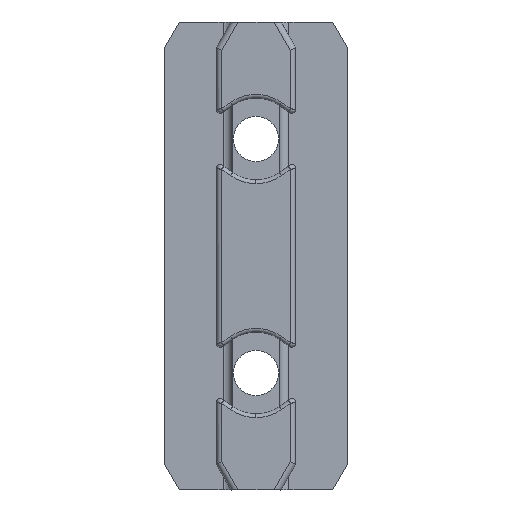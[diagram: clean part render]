
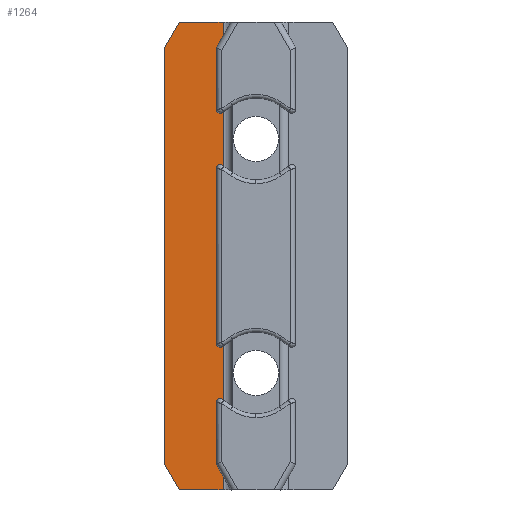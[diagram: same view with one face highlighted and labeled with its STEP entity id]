
A CAD part, left-side view. The second image highlights one B-rep face of the part: STEP entity #1264.
In plain terms, the highlighted planar face has unit normal (-1, 0, 0).
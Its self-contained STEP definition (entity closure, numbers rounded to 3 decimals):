
#210 = VECTOR ( 'NONE', #7035, 1000. ) ;
#271 = CARTESIAN_POINT ( 'NONE',  ( -0.85, 6.25, 16. ) ) ;
#324 = VERTEX_POINT ( 'NONE', #2342 ) ;
#358 = VECTOR ( 'NONE', #7254, 1000. ) ;
#558 = AXIS2_PLACEMENT_3D ( 'NONE', #2636, #6064, #6598 ) ;
#756 = LINE ( 'NONE', #3190, #2864 ) ;
#976 = VERTEX_POINT ( 'NONE', #3528 ) ;
#1073 = LINE ( 'NONE', #2236, #358 ) ;
#1264 = ADVANCED_FACE ( 'NONE', ( #3150 ), #2054, .F. ) ;
#1521 = DIRECTION ( 'NONE',  ( 0., -1., 0. ) ) ;
#1533 = VERTEX_POINT ( 'NONE', #6603 ) ;
#1705 = LINE ( 'NONE', #3696, #210 ) ;
#1893 = VECTOR ( 'NONE', #2809, 1000. ) ;
#1961 = ORIENTED_EDGE ( 'NONE', *, *, #2944, .F. ) ;
#2054 = PLANE ( 'NONE',  #558 ) ;
#2236 = CARTESIAN_POINT ( 'NONE',  ( -0.85, 2.25, 16. ) ) ;
#2342 = CARTESIAN_POINT ( 'NONE',  ( -0.85, 6.25, -14.268 ) ) ;
#2636 = CARTESIAN_POINT ( 'NONE',  ( -0.85, 5.436, 16. ) ) ;
#2809 = DIRECTION ( 'NONE',  ( 0., -1., 0. ) ) ;
#2849 = EDGE_CURVE ( 'NONE', #1533, #5005, #1705, .T. ) ;
#2864 = VECTOR ( 'NONE', #6653, 1000. ) ;
#2894 = LINE ( 'NONE', #6209, #1893 ) ;
#2936 = VERTEX_POINT ( 'NONE', #3813 ) ;
#2944 = EDGE_CURVE ( 'NONE', #1533, #6372, #4122, .T. ) ;
#3037 = VECTOR ( 'NONE', #7056, 1000. ) ;
#3150 = FACE_OUTER_BOUND ( 'NONE', #6850, .T. ) ;
#3190 = CARTESIAN_POINT ( 'NONE',  ( -0.85, 6.25, -14.268 ) ) ;
#3220 = LINE ( 'NONE', #271, #3037 ) ;
#3528 = CARTESIAN_POINT ( 'NONE',  ( -0.85, 2.25, -16. ) ) ;
#3696 = CARTESIAN_POINT ( 'NONE',  ( -0.85, 5.25, 16. ) ) ;
#3813 = CARTESIAN_POINT ( 'NONE',  ( -0.85, 5.25, -16. ) ) ;
#3814 = ORIENTED_EDGE ( 'NONE', *, *, #5590, .F. ) ;
#4122 = LINE ( 'NONE', #4935, #4945 ) ;
#4167 = CARTESIAN_POINT ( 'NONE',  ( -0.85, 2.25, 16. ) ) ;
#4265 = CARTESIAN_POINT ( 'NONE',  ( -0.85, 6.25, 14.268 ) ) ;
#4935 = CARTESIAN_POINT ( 'NONE',  ( -0.85, 5.436, 16. ) ) ;
#4945 = VECTOR ( 'NONE', #1521, 1000. ) ;
#5005 = VERTEX_POINT ( 'NONE', #4265 ) ;
#5086 = EDGE_CURVE ( 'NONE', #5005, #324, #3220, .T. ) ;
#5172 = ORIENTED_EDGE ( 'NONE', *, *, #7178, .T. ) ;
#5590 = EDGE_CURVE ( 'NONE', #6372, #976, #1073, .T. ) ;
#5967 = EDGE_CURVE ( 'NONE', #324, #2936, #756, .T. ) ;
#6064 = DIRECTION ( 'NONE',  ( 1., 0., 0. ) ) ;
#6209 = CARTESIAN_POINT ( 'NONE',  ( -0.85, 5.436, -16. ) ) ;
#6372 = VERTEX_POINT ( 'NONE', #4167 ) ;
#6598 = DIRECTION ( 'NONE',  ( 0., 1., 0. ) ) ;
#6603 = CARTESIAN_POINT ( 'NONE',  ( -0.85, 5.25, 16. ) ) ;
#6653 = DIRECTION ( 'NONE',  ( 0., -0.5, -0.866 ) ) ;
#6850 = EDGE_LOOP ( 'NONE', ( #1961, #7230, #6870, #7101, #5172, #3814 ) ) ;
#6870 = ORIENTED_EDGE ( 'NONE', *, *, #5086, .T. ) ;
#7035 = DIRECTION ( 'NONE',  ( 0., 0.5, -0.866 ) ) ;
#7056 = DIRECTION ( 'NONE',  ( 0., 0., -1. ) ) ;
#7101 = ORIENTED_EDGE ( 'NONE', *, *, #5967, .T. ) ;
#7178 = EDGE_CURVE ( 'NONE', #2936, #976, #2894, .T. ) ;
#7230 = ORIENTED_EDGE ( 'NONE', *, *, #2849, .T. ) ;
#7254 = DIRECTION ( 'NONE',  ( 0., 0., -1. ) ) ;
